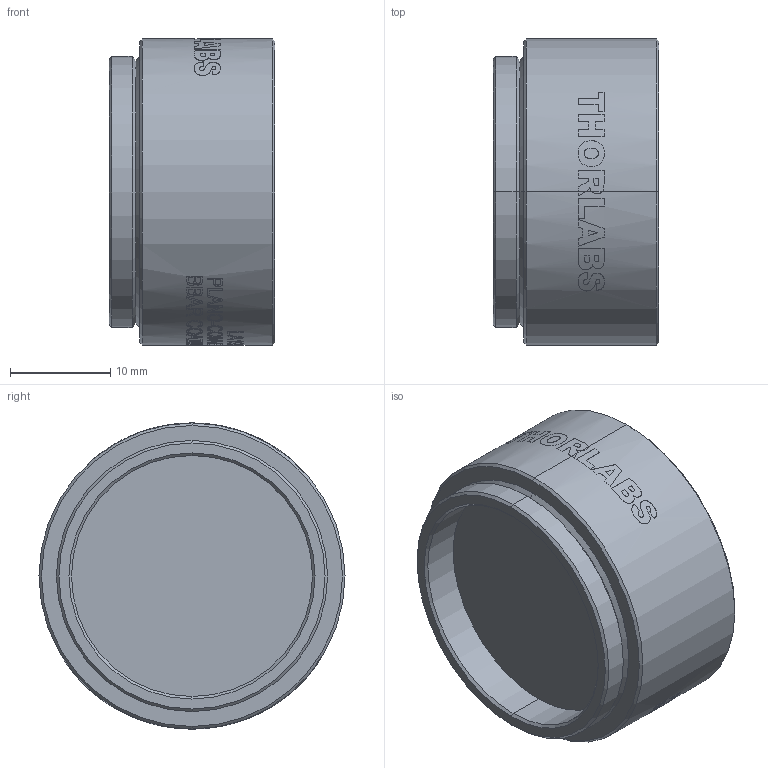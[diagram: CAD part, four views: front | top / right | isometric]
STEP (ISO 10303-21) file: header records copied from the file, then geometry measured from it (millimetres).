
FILE_DESCRIPTION (( 'STEP AP214' ), '1' );
FILE_NAME ('24417-999.STEP', '2021-11-24T18:13:45', ( '' ), ( '' ), 'SwSTEP 2.0', 'SolidWorks 2018', '' );
FILE_SCHEMA (( 'AUTOMOTIVE_DESIGN' ));
Length unit declared in the file: millimetre
Products named in the file (1): 24417-999
Bounding box: 16.51 x 30.48 x 30.48 mm (x, y, z)
Volume: 7467.2 mm3; surface area: 5374.6 mm2
Topology: 3 solids, 3 shells, 873 faces, 2321 edges, 1541 vertices
Faces by surface type: bspline 392, plane 344, cylinder 109, cone 26, sphere 2
Entity records: 69458 total; most frequent: CARTESIAN_POINT 41377, ORIENTED_EDGE 4642, DIRECTION 2414, EDGE_CURVE 2321, VERTEX_POINT 1541, B_SPLINE_CURVE_WITH_KNOTS 1302, EDGE_LOOP 964, AXIS2_PLACEMENT_3D 913
